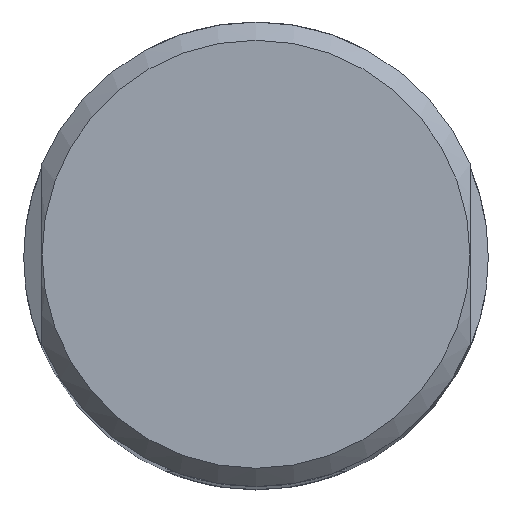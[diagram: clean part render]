
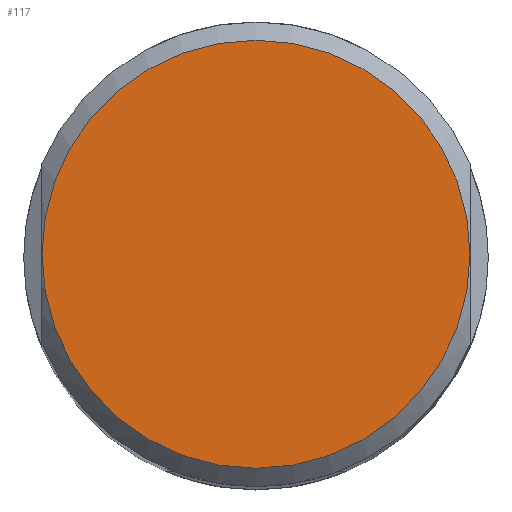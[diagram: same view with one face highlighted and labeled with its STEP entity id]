
A CAD part, top view. The second image highlights one B-rep face of the part: STEP entity #117.
In plain terms, the highlighted planar face has unit normal (0, 0, 1).
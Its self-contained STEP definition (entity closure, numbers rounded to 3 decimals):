
#117=ADVANCED_FACE('',(#148),#132,.F.);
#132=PLANE('',#444);
#148=FACE_OUTER_BOUND('',#174,.T.);
#174=EDGE_LOOP('',(#245,#246));
#245=ORIENTED_EDGE('',*,*,#352,.T.);
#246=ORIENTED_EDGE('',*,*,#354,.T.);
#313=VERTEX_POINT('',#660);
#314=VERTEX_POINT('',#662);
#352=EDGE_CURVE('',#314,#313,#381,.T.);
#354=EDGE_CURVE('',#313,#314,#382,.T.);
#381=CIRCLE('',#435,11.7);
#382=CIRCLE('',#437,11.7);
#435=AXIS2_PLACEMENT_3D('',#661,#508,#509);
#437=AXIS2_PLACEMENT_3D('',#668,#512,#513);
#444=AXIS2_PLACEMENT_3D('',#693,#530,#531);
#508=DIRECTION('',(0.,0.,1.));
#509=DIRECTION('',(-1.,0.,0.));
#512=DIRECTION('',(0.,0.,1.));
#513=DIRECTION('',(-1.,0.,0.));
#530=DIRECTION('',(0.,0.,-1.));
#531=DIRECTION('',(1.,0.,0.));
#660=CARTESIAN_POINT('',(11.7,0.,0.));
#661=CARTESIAN_POINT('',(0.,0.,0.));
#662=CARTESIAN_POINT('',(-11.7,0.,0.));
#668=CARTESIAN_POINT('',(0.,0.,0.));
#693=CARTESIAN_POINT('',(0.,12.7,0.));
